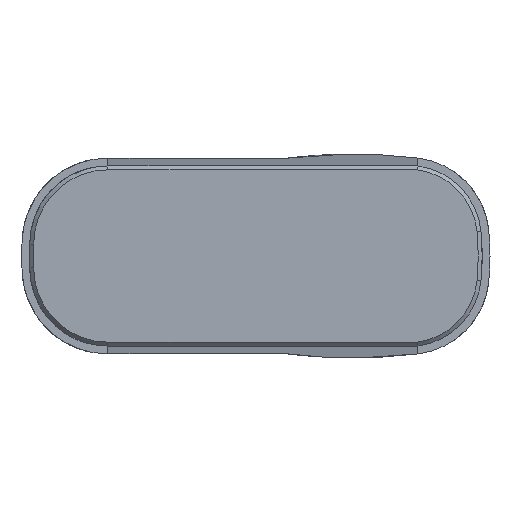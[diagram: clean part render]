
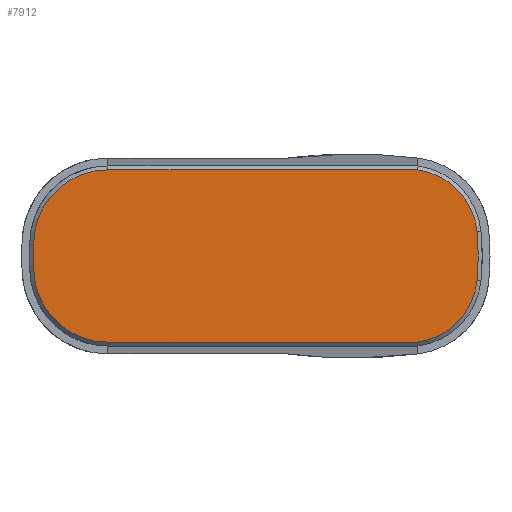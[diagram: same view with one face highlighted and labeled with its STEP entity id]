
A CAD part, front view. The second image highlights one B-rep face of the part: STEP entity #7912.
In plain terms, the highlighted planar face has unit normal (0, -1, 0).
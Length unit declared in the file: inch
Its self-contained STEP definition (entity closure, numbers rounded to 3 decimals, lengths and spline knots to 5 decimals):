
#300=PLANE('',#8438);
#423=CIRCLE('',#8415,0.37402);
#425=CIRCLE('',#8419,0.37402);
#427=CIRCLE('',#8423,0.34843);
#429=CIRCLE('',#8426,0.34843);
#834=LINE('',#11184,#1183);
#837=LINE('',#11199,#1186);
#841=LINE('',#11211,#1190);
#1183=VECTOR('',#9169,0.3937);
#1186=VECTOR('',#9180,0.3937);
#1190=VECTOR('',#9192,0.3937);
#1540=FACE_OUTER_BOUND('',#2031,.T.);
#2031=EDGE_LOOP('',(#4957,#4958,#4959,#4960,#4961,#4962,#4963,#4964));
#2523=B_SPLINE_CURVE_WITH_KNOTS('',3,(#11240,#11241,#11242,#11243),
 .UNSPECIFIED.,.F.,.F.,(4,4),(-0.01822,0.01822),
 .UNSPECIFIED.);
#2961=VERTEX_POINT('',#11181);
#2962=VERTEX_POINT('',#11183);
#2964=VERTEX_POINT('',#11191);
#2966=VERTEX_POINT('',#11197);
#2968=VERTEX_POINT('',#11203);
#2970=VERTEX_POINT('',#11209);
#2972=VERTEX_POINT('',#11215);
#2975=VERTEX_POINT('',#11238);
#3689=EDGE_CURVE('',#2961,#2962,#834,.T.);
#3692=EDGE_CURVE('',#2964,#2961,#423,.T.);
#3695=EDGE_CURVE('',#2966,#2964,#837,.T.);
#3698=EDGE_CURVE('',#2968,#2966,#425,.T.);
#3701=EDGE_CURVE('',#2970,#2968,#841,.T.);
#3704=EDGE_CURVE('',#2972,#2970,#427,.T.);
#3708=EDGE_CURVE('',#2975,#2972,#2523,.T.);
#3710=EDGE_CURVE('',#2962,#2975,#429,.T.);
#4957=ORIENTED_EDGE('',*,*,#3689,.F.);
#4958=ORIENTED_EDGE('',*,*,#3692,.F.);
#4959=ORIENTED_EDGE('',*,*,#3695,.F.);
#4960=ORIENTED_EDGE('',*,*,#3698,.F.);
#4961=ORIENTED_EDGE('',*,*,#3701,.F.);
#4962=ORIENTED_EDGE('',*,*,#3704,.F.);
#4963=ORIENTED_EDGE('',*,*,#3708,.F.);
#4964=ORIENTED_EDGE('',*,*,#3710,.F.);
#7912=ADVANCED_FACE('',(#1540),#300,.T.);
#8415=AXIS2_PLACEMENT_3D('',#11193,#9173,#9174);
#8419=AXIS2_PLACEMENT_3D('',#11205,#9185,#9186);
#8423=AXIS2_PLACEMENT_3D('',#11217,#9197,#9198);
#8426=AXIS2_PLACEMENT_3D('',#11249,#9205,#9206);
#8438=AXIS2_PLACEMENT_3D('',#11297,#9237,#9238);
#9169=DIRECTION('',(1.,0.,0.));
#9173=DIRECTION('center_axis',(0.,1.,0.));
#9174=DIRECTION('ref_axis',(0.,0.,1.));
#9180=DIRECTION('',(0.,0.,1.));
#9185=DIRECTION('center_axis',(0.,1.,0.));
#9186=DIRECTION('ref_axis',(-1.,0.,0.));
#9192=DIRECTION('',(-1.,0.,0.));
#9197=DIRECTION('center_axis',(0.,1.,0.));
#9198=DIRECTION('ref_axis',(0.132,0.,-0.991));
#9205=DIRECTION('center_axis',(0.,1.,0.));
#9206=DIRECTION('ref_axis',(0.995,0.,0.102));
#9237=DIRECTION('center_axis',(0.,-1.,0.));
#9238=DIRECTION('ref_axis',(0.,0.,-1.));
#11181=CARTESIAN_POINT('',(-1.23544,-0.15748,0.43448));
#11183=CARTESIAN_POINT('',(0.32494,-0.15748,0.43448));
#11184=CARTESIAN_POINT('',(-0.08127,-0.15748,0.43448));
#11191=CARTESIAN_POINT('',(-1.60945,-0.15748,0.06047));
#11193=CARTESIAN_POINT('Origin',(-1.23544,-0.15748,0.06047));
#11197=CARTESIAN_POINT('',(-1.60945,-0.15748,-0.06047));
#11199=CARTESIAN_POINT('',(-1.60945,-0.15748,0.03023));
#11203=CARTESIAN_POINT('',(-1.23544,-0.15748,-0.43448));
#11205=CARTESIAN_POINT('Origin',(-1.23544,-0.15748,-0.06047));
#11209=CARTESIAN_POINT('',(0.32494,-0.15748,-0.43448));
#11211=CARTESIAN_POINT('',(-0.86211,-0.15748,-0.43448));
#11215=CARTESIAN_POINT('',(0.62551,-0.15748,-0.12462));
#11217=CARTESIAN_POINT('Origin',(0.2789,-0.15748,-0.08911));
#11238=CARTESIAN_POINT('',(0.62551,-0.15748,0.12462));
#11240=CARTESIAN_POINT('Ctrl Pts',(0.62551,-0.15748,
0.12462));
#11241=CARTESIAN_POINT('Ctrl Pts',(0.63402,-0.15748,
0.04154));
#11242=CARTESIAN_POINT('Ctrl Pts',(0.63402,-0.15748,
-0.04154));
#11243=CARTESIAN_POINT('Ctrl Pts',(0.62551,-0.15748,
-0.12462));
#11249=CARTESIAN_POINT('Origin',(0.2789,-0.15748,0.08911));
#11297=CARTESIAN_POINT('Origin',(-0.48878,-0.15748,0.));
